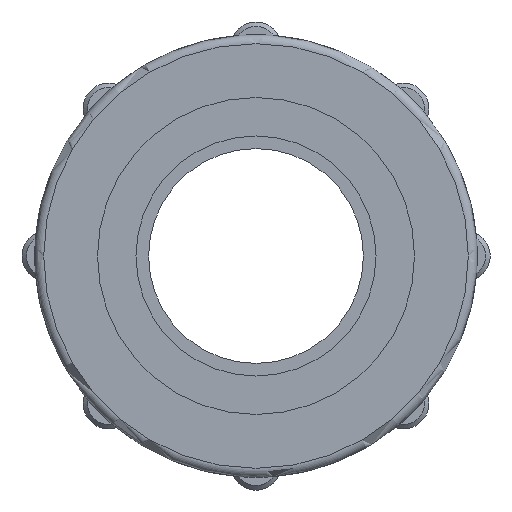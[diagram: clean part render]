
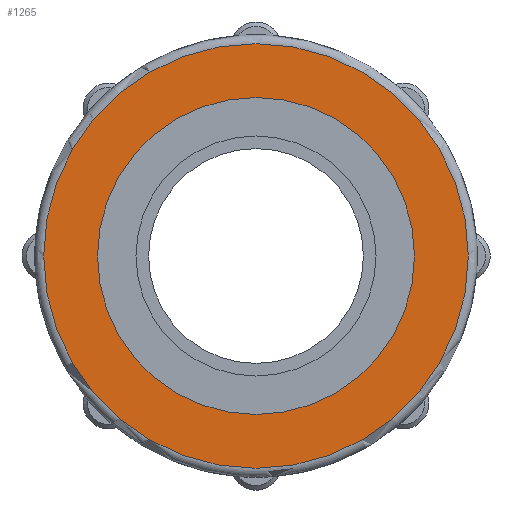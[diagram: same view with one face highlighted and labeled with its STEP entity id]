
A CAD part, left-side view. The second image highlights one B-rep face of the part: STEP entity #1265.
In plain terms, the highlighted planar face has unit normal (-1, 0, 0).
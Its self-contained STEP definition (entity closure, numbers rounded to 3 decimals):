
#36=FACE_BOUND('',#310,.T.);
#55=PLANE('',#1461);
#228=FACE_OUTER_BOUND('',#309,.T.);
#309=EDGE_LOOP('',(#1116));
#310=EDGE_LOOP('',(#1117));
#423=CIRCLE('',#1462,35.375);
#424=CIRCLE('',#1463,26.4);
#598=VERTEX_POINT('',#2651);
#599=VERTEX_POINT('',#2653);
#783=EDGE_CURVE('',#598,#598,#423,.T.);
#784=EDGE_CURVE('',#599,#599,#424,.T.);
#1116=ORIENTED_EDGE('',*,*,#783,.T.);
#1117=ORIENTED_EDGE('',*,*,#784,.F.);
#1265=ADVANCED_FACE('',(#228,#36),#55,.T.);
#1461=AXIS2_PLACEMENT_3D('',#2650,#1843,#1844);
#1462=AXIS2_PLACEMENT_3D('',#2652,#1845,#1846);
#1463=AXIS2_PLACEMENT_3D('',#2654,#1847,#1848);
#1843=DIRECTION('center_axis',(-1.,0.,0.));
#1844=DIRECTION('ref_axis',(0.,0.,1.));
#1845=DIRECTION('center_axis',(-1.,0.,0.));
#1846=DIRECTION('ref_axis',(0.,0.,1.));
#1847=DIRECTION('center_axis',(-1.,0.,0.));
#1848=DIRECTION('ref_axis',(0.,0.,1.));
#2650=CARTESIAN_POINT('Origin',(9.333,26.4,0.));
#2651=CARTESIAN_POINT('',(9.333,0.,-35.375));
#2652=CARTESIAN_POINT('Origin',(9.333,0.,0.));
#2653=CARTESIAN_POINT('',(9.333,-26.4,0.));
#2654=CARTESIAN_POINT('Origin',(9.333,0.,0.));
